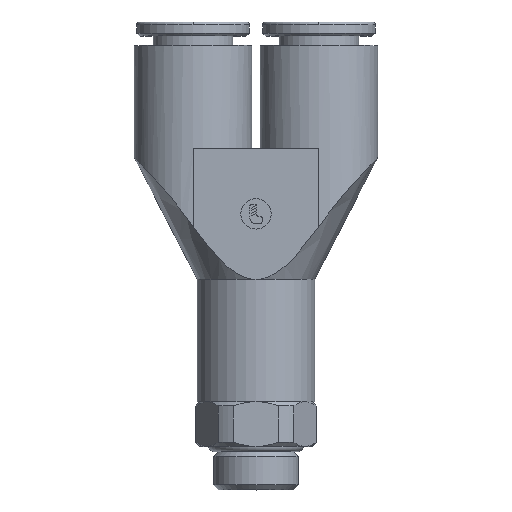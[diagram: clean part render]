
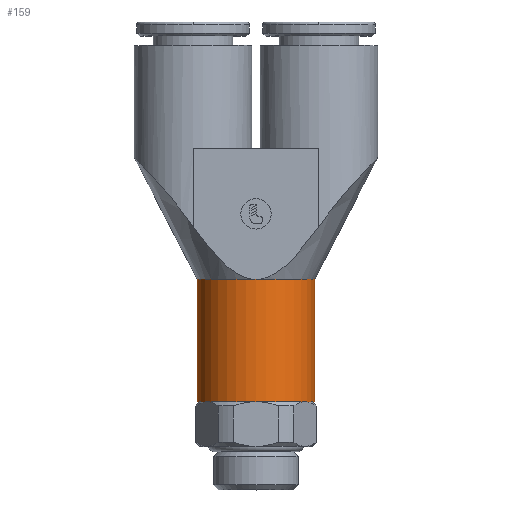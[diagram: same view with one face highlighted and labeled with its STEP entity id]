
A CAD part, top view. The second image highlights one B-rep face of the part: STEP entity #159.
In plain terms, the highlighted cylindrical face has radius 6.75 mm (diameter 13.5 mm), a partial arc.
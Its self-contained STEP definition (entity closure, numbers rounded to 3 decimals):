
#159=ADVANCED_FACE('',(#403),#404,.T.);
#403=FACE_OUTER_BOUND('',#654,.T.);
#404=CYLINDRICAL_SURFACE('',#655,6.75);
#654=EDGE_LOOP('',(#1572,#1573,#1574,#1575,#1576));
#655=AXIS2_PLACEMENT_3D('',#1577,#1578,#1579);
#1572=ORIENTED_EDGE('',*,*,#1633,.T.);
#1573=ORIENTED_EDGE('',*,*,#1920,.F.);
#1574=ORIENTED_EDGE('',*,*,#1921,.F.);
#1575=ORIENTED_EDGE('',*,*,#1635,.T.);
#1576=ORIENTED_EDGE('',*,*,#1922,.F.);
#1577=CARTESIAN_POINT('',(0.0,18.55,0.0));
#1578=DIRECTION('',(-0.0,1.0,0.0));
#1579=DIRECTION('',(1.0,0.0,0.0));
#1633=EDGE_CURVE('',#1940,#1925,#1941,.T.);
#1635=EDGE_CURVE('',#1934,#1942,#1944,.T.);
#1920=EDGE_CURVE('',#2407,#1925,#2408,.T.);
#1921=EDGE_CURVE('',#1934,#2407,#2409,.T.);
#1922=EDGE_CURVE('',#1940,#1942,#2410,.T.);
#1925=VERTEX_POINT('',#2413);
#1934=VERTEX_POINT('',#2475);
#1940=VERTEX_POINT('',#2534);
#1941=LINE('',#2535,#2536);
#1942=VERTEX_POINT('',#2537);
#1944=LINE('',#2539,#2540);
#2407=VERTEX_POINT('',#3620);
#2408=CIRCLE('',#3621,6.75);
#2409=CIRCLE('',#3622,6.75);
#2410=CIRCLE('',#3623,6.75);
#2413=CARTESIAN_POINT('',(6.75,24.246,0.));
#2475=CARTESIAN_POINT('',(-6.75,24.246,0.));
#2534=CARTESIAN_POINT('',(6.75,10.16,0.0));
#2535=CARTESIAN_POINT('',(6.75,18.55,0.));
#2536=VECTOR('',#3656,1.0);
#2537=CARTESIAN_POINT('',(-6.75,10.16,0.));
#2539=CARTESIAN_POINT('',(-6.75,18.55,0.));
#2540=VECTOR('',#3660,1.0);
#3620=CARTESIAN_POINT('',(0.0,24.246,6.75));
#3621=AXIS2_PLACEMENT_3D('',#4209,#4210,#4211);
#3622=AXIS2_PLACEMENT_3D('',#4212,#4213,#4214);
#3623=AXIS2_PLACEMENT_3D('',#4215,#4216,#4217);
#3656=DIRECTION('',(0.0,1.0,0.0));
#3660=DIRECTION('',(-0.0,-1.0,-0.0));
#4209=CARTESIAN_POINT('',(0.0,24.246,0.0));
#4210=DIRECTION('',(-0.0,1.0,0.0));
#4211=DIRECTION('',(1.0,0.0,0.0));
#4212=CARTESIAN_POINT('',(0.0,24.246,0.0));
#4213=DIRECTION('',(-0.0,1.0,0.0));
#4214=DIRECTION('',(1.0,0.0,0.0));
#4215=CARTESIAN_POINT('',(0.0,10.16,0.0));
#4216=DIRECTION('',(0.0,-1.0,0.0));
#4217=DIRECTION('',(1.0,0.0,0.0));
